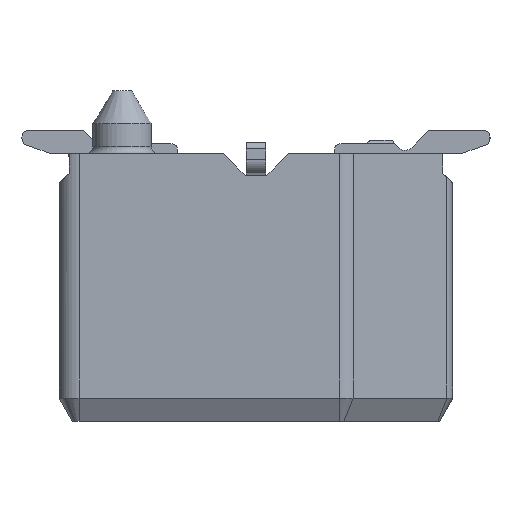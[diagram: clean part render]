
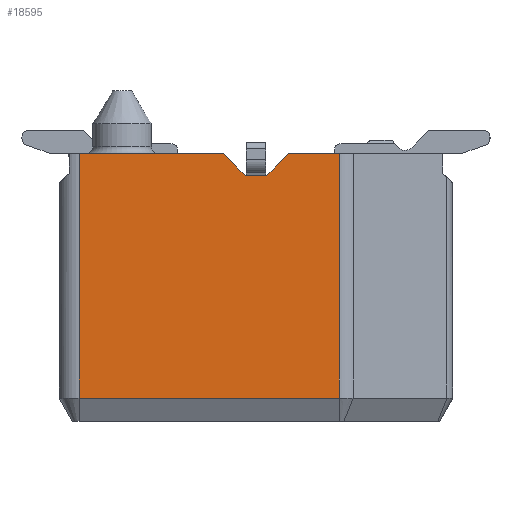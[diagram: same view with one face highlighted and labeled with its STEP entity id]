
A CAD part, left-side view. The second image highlights one B-rep face of the part: STEP entity #18595.
In plain terms, the highlighted planar face has unit normal (-1, 0, 0).
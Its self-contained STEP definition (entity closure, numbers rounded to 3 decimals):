
#2354=CARTESIAN_POINT('',(-10.,2.685,-13.65));
#2355=VERTEX_POINT('',#2354);
#2597=CARTESIAN_POINT('',(-10.,-1.261,-13.65));
#2598=VERTEX_POINT('',#2597);
#2623=CARTESIAN_POINT('',(-10.,-1.261,-13.65));
#2624=DIRECTION('',(0.,1.,0.));
#2625=VECTOR('',#2624,3.946);
#2626=LINE('',#2623,#2625);
#2627=EDGE_CURVE('',#2598,#2355,#2626,.T.);
#8325=CARTESIAN_POINT('',(-10.,-1.261,-9.94));
#8326=VERTEX_POINT('',#8325);
#8334=CARTESIAN_POINT('',(-10.,-1.261,-9.94));
#8335=DIRECTION('',(0.,0.,-1.));
#8336=VECTOR('',#8335,3.71);
#8337=LINE('',#8334,#8336);
#8338=EDGE_CURVE('',#8326,#2598,#8337,.T.);
#18355=CARTESIAN_POINT('',(-10.,2.685,-9.94));
#18356=VERTEX_POINT('',#18355);
#18357=CARTESIAN_POINT('',(-10.,2.685,-13.65));
#18358=DIRECTION('',(0.,0.,1.));
#18359=VECTOR('',#18358,3.71);
#18360=LINE('',#18357,#18359);
#18361=EDGE_CURVE('',#2355,#18356,#18360,.T.);
#18547=CARTESIAN_POINT('',(-10.,0.712,-11.795));
#18548=DIRECTION('',(0.,-1.,0.));
#18549=DIRECTION('',(-1.,0.,0.));
#18550=AXIS2_PLACEMENT_3D('',#18547,#18549,#18548);
#18551=PLANE('',#18550);
#18552=CARTESIAN_POINT('',(-10.,-0.165,-10.27));
#18553=VERTEX_POINT('',#18552);
#18554=CARTESIAN_POINT('',(-10.,0.165,-10.27));
#18555=VERTEX_POINT('',#18554);
#18556=CARTESIAN_POINT('',(-10.,-0.165,-10.27));
#18557=DIRECTION('',(0.,1.,0.));
#18558=VECTOR('',#18557,0.33);
#18559=LINE('',#18556,#18558);
#18560=EDGE_CURVE('',#18553,#18555,#18559,.T.);
#18561=ORIENTED_EDGE('',*,*,#18560,.T.);
#18562=CARTESIAN_POINT('',(-10.,0.495,-9.94));
#18563=VERTEX_POINT('',#18562);
#18564=CARTESIAN_POINT('',(-10.,0.165,-10.27));
#18565=DIRECTION('',(0.,0.707,0.707));
#18566=VECTOR('',#18565,0.467);
#18567=LINE('',#18564,#18566);
#18568=EDGE_CURVE('',#18555,#18563,#18567,.T.);
#18569=ORIENTED_EDGE('',*,*,#18568,.T.);
#18570=CARTESIAN_POINT('',(-10.,0.495,-9.94));
#18571=DIRECTION('',(0.,1.,0.));
#18572=VECTOR('',#18571,2.19);
#18573=LINE('',#18570,#18572);
#18574=EDGE_CURVE('',#18563,#18356,#18573,.T.);
#18575=ORIENTED_EDGE('',*,*,#18574,.T.);
#18576=ORIENTED_EDGE('',*,*,#18361,.F.);
#18577=ORIENTED_EDGE('',*,*,#2627,.F.);
#18578=ORIENTED_EDGE('',*,*,#8338,.F.);
#18579=CARTESIAN_POINT('',(-10.,-0.495,-9.94));
#18580=VERTEX_POINT('',#18579);
#18581=CARTESIAN_POINT('',(-10.,-1.261,-9.94));
#18582=DIRECTION('',(0.,1.,0.));
#18583=VECTOR('',#18582,0.766);
#18584=LINE('',#18581,#18583);
#18585=EDGE_CURVE('',#8326,#18580,#18584,.T.);
#18586=ORIENTED_EDGE('',*,*,#18585,.T.);
#18587=CARTESIAN_POINT('',(-10.,-0.495,-9.94));
#18588=DIRECTION('',(0.,0.707,-0.707));
#18589=VECTOR('',#18588,0.467);
#18590=LINE('',#18587,#18589);
#18591=EDGE_CURVE('',#18580,#18553,#18590,.T.);
#18592=ORIENTED_EDGE('',*,*,#18591,.T.);
#18593=EDGE_LOOP('',(#18561,#18569,#18575,#18576,#18577,#18578,#18586,#18592));
#18594=FACE_OUTER_BOUND('',#18593,.T.);
#18595=ADVANCED_FACE('',(#18594),#18551,.T.);
